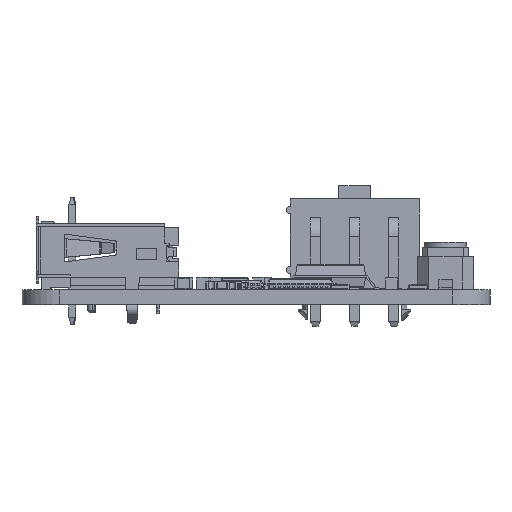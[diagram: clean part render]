
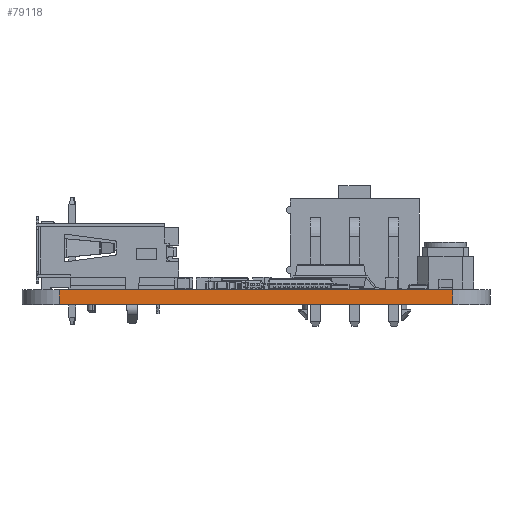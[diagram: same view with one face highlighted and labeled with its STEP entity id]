
A CAD part, left-side view. The second image highlights one B-rep face of the part: STEP entity #79118.
In plain terms, the highlighted planar face has unit normal (-1, 0, 0).
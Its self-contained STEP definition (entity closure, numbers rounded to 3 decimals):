
#78222 = VERTEX_POINT('',#78223);
#78223 = CARTESIAN_POINT('',(100.,-96.,0.));
#78230 = EDGE_CURVE('',#78222,#78231,#78233,.T.);
#78231 = VERTEX_POINT('',#78232);
#78232 = CARTESIAN_POINT('',(100.,-54.,0.));
#78233 = LINE('',#78234,#78235);
#78234 = CARTESIAN_POINT('',(100.,-96.,0.));
#78235 = VECTOR('',#78236,1.);
#78236 = DIRECTION('',(0.,1.,0.));
#78665 = VERTEX_POINT('',#78666);
#78666 = CARTESIAN_POINT('',(100.,-96.,1.6));
#78673 = EDGE_CURVE('',#78665,#78674,#78676,.T.);
#78674 = VERTEX_POINT('',#78675);
#78675 = CARTESIAN_POINT('',(100.,-54.,1.6));
#78676 = LINE('',#78677,#78678);
#78677 = CARTESIAN_POINT('',(100.,-96.,1.6));
#78678 = VECTOR('',#78679,1.);
#78679 = DIRECTION('',(0.,1.,0.));
#79088 = EDGE_CURVE('',#78231,#78674,#79089,.T.);
#79089 = LINE('',#79090,#79091);
#79090 = CARTESIAN_POINT('',(100.,-54.,0.));
#79091 = VECTOR('',#79092,1.);
#79092 = DIRECTION('',(0.,0.,1.));
#79118 = ADVANCED_FACE('',(#79119),#79130,.T.);
#79119 = FACE_BOUND('',#79120,.T.);
#79120 = EDGE_LOOP('',(#79121,#79127,#79128,#79129));
#79121 = ORIENTED_EDGE('',*,*,#79122,.T.);
#79122 = EDGE_CURVE('',#78222,#78665,#79123,.T.);
#79123 = LINE('',#79124,#79125);
#79124 = CARTESIAN_POINT('',(100.,-96.,0.));
#79125 = VECTOR('',#79126,1.);
#79126 = DIRECTION('',(0.,0.,1.));
#79127 = ORIENTED_EDGE('',*,*,#78673,.T.);
#79128 = ORIENTED_EDGE('',*,*,#79088,.F.);
#79129 = ORIENTED_EDGE('',*,*,#78230,.F.);
#79130 = PLANE('',#79131);
#79131 = AXIS2_PLACEMENT_3D('',#79132,#79133,#79134);
#79132 = CARTESIAN_POINT('',(100.,-96.,0.));
#79133 = DIRECTION('',(-1.,0.,0.));
#79134 = DIRECTION('',(0.,1.,0.));
